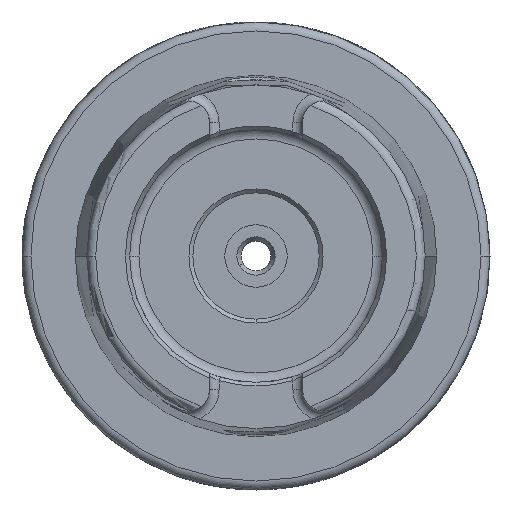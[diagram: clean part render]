
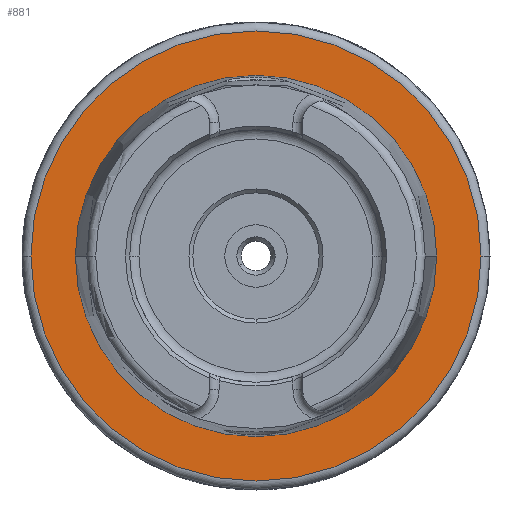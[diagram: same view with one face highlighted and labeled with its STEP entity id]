
A CAD part, left-side view. The second image highlights one B-rep face of the part: STEP entity #881.
In plain terms, the highlighted planar face has unit normal (-1, 0, 0).
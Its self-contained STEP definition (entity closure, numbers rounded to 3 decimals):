
#422 = DIRECTION ( 'NONE',  ( 1., 0., 0. ) ) ;
#599 = EDGE_CURVE ( 'NONE', #2011, #2284, #7030, .T. ) ;
#668 = ORIENTED_EDGE ( 'NONE', *, *, #599, .F. ) ;
#881 = ADVANCED_FACE ( 'NONE', ( #4471, #2806 ), #6951, .T. ) ;
#1119 = DIRECTION ( 'NONE',  ( 1., 0., 0. ) ) ;
#1191 = DIRECTION ( 'NONE',  ( 1., 0., 0. ) ) ;
#1243 = EDGE_LOOP ( 'NONE', ( #6651, #3218 ) ) ;
#1364 = ORIENTED_EDGE ( 'NONE', *, *, #3295, .F. ) ;
#1650 = CARTESIAN_POINT ( 'NONE',  ( 0., 24.321, 0. ) ) ;
#2011 = VERTEX_POINT ( 'NONE', #4303 ) ;
#2123 = CARTESIAN_POINT ( 'NONE',  ( 0., 0., 0. ) ) ;
#2284 = VERTEX_POINT ( 'NONE', #3083 ) ;
#2358 = CARTESIAN_POINT ( 'NONE',  ( 0., 0., 0. ) ) ;
#2698 = CARTESIAN_POINT ( 'NONE',  ( 0., -24.321, 0. ) ) ;
#2771 = DIRECTION ( 'NONE',  ( 0., 1., 0. ) ) ;
#2806 = FACE_OUTER_BOUND ( 'NONE', #7287, .T. ) ;
#3083 = CARTESIAN_POINT ( 'NONE',  ( 0., -30.3, 0. ) ) ;
#3218 = ORIENTED_EDGE ( 'NONE', *, *, #6799, .T. ) ;
#3295 = EDGE_CURVE ( 'NONE', #2284, #2011, #6227, .T. ) ;
#3312 = CIRCLE ( 'NONE', #7651, 24.321 ) ;
#3598 = CARTESIAN_POINT ( 'NONE',  ( 0., 0., 0. ) ) ;
#3610 = AXIS2_PLACEMENT_3D ( 'NONE', #2358, #1191, #6565 ) ;
#3987 = CARTESIAN_POINT ( 'NONE',  ( 0., 24.321, 0. ) ) ;
#4303 = CARTESIAN_POINT ( 'NONE',  ( 0., 30.3, 0. ) ) ;
#4471 = FACE_BOUND ( 'NONE', #1243, .T. ) ;
#4503 = DIRECTION ( 'NONE',  ( 0., 1., 0. ) ) ;
#4538 = CARTESIAN_POINT ( 'NONE',  ( 0., 0., 0. ) ) ;
#4592 = VERTEX_POINT ( 'NONE', #1650 ) ;
#4608 = DIRECTION ( 'NONE',  ( 0., -1., 0. ) ) ;
#5352 = DIRECTION ( 'NONE',  ( 0., 1., 0. ) ) ;
#5407 = CIRCLE ( 'NONE', #7656, 24.321 ) ;
#6227 = CIRCLE ( 'NONE', #3610, 30.3 ) ;
#6280 = DIRECTION ( 'NONE',  ( -1., 0., 0. ) ) ;
#6407 = DIRECTION ( 'NONE',  ( 1., 0., 0. ) ) ;
#6416 = AXIS2_PLACEMENT_3D ( 'NONE', #3598, #1119, #5352 ) ;
#6565 = DIRECTION ( 'NONE',  ( 0., 1., 0. ) ) ;
#6643 = VERTEX_POINT ( 'NONE', #2698 ) ;
#6651 = ORIENTED_EDGE ( 'NONE', *, *, #7307, .T. ) ;
#6799 = EDGE_CURVE ( 'NONE', #6643, #4592, #3312, .T. ) ;
#6951 = PLANE ( 'NONE',  #7417 ) ;
#7030 = CIRCLE ( 'NONE', #6416, 30.3 ) ;
#7287 = EDGE_LOOP ( 'NONE', ( #668, #1364 ) ) ;
#7307 = EDGE_CURVE ( 'NONE', #4592, #6643, #5407, .T. ) ;
#7417 = AXIS2_PLACEMENT_3D ( 'NONE', #3987, #6280, #4608 ) ;
#7651 = AXIS2_PLACEMENT_3D ( 'NONE', #4538, #6407, #2771 ) ;
#7656 = AXIS2_PLACEMENT_3D ( 'NONE', #2123, #422, #4503 ) ;
